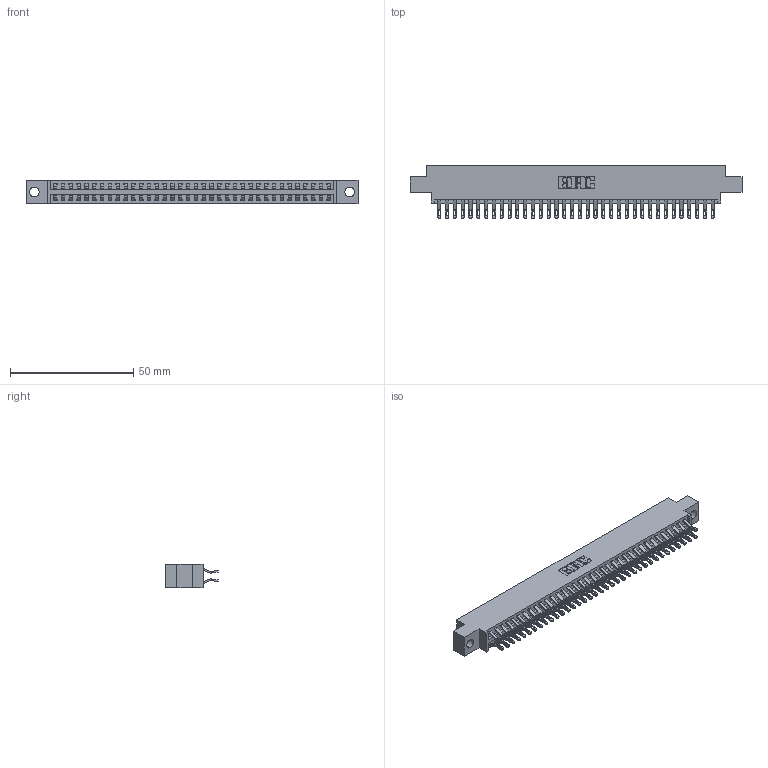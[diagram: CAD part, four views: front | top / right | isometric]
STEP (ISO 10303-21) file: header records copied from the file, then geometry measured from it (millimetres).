
FILE_DESCRIPTION (( 'STEP AP203' ), '1' );
FILE_NAME ('346-072-555-804.STEP', '2022-05-25T00:25:58', ( '' ), ( '' ), 'SwSTEP 2.0', 'SolidWorks 2020', '' );
FILE_SCHEMA (( 'CONFIG_CONTROL_DESIGN' ));
Length unit declared in the file: inch
Products named in the file (3): 346-072-555-804; 345-292-001_555 Tail; 346 Part_0.170 Offset - 0.156 Dia-TH
Assembly tree (73 placements, depth 2):
  346-072-555-804
    346 Part_0.170 Offset - 0.156 Dia-TH
    345-292-001_555 Tail  x72
Bounding box: 134.87 x 21.46 x 9.4 mm (x, y, z)
Volume: 13053.6 mm3; surface area: 18620.7 mm2
Topology: 73 solids, 73 shells, 4316 faces, 13553 edges, 9034 vertices
Faces by surface type: plane 2470, cylinder 1846
Entity records: 25179 total; most frequent: CARTESIAN_POINT 4200, ORIENTED_EDGE 4102, DIRECTION 3719, EDGE_CURVE 2051, LINE 1755, VECTOR 1755, VERTEX_POINT 1366, AXIS2_PLACEMENT_3D 982
